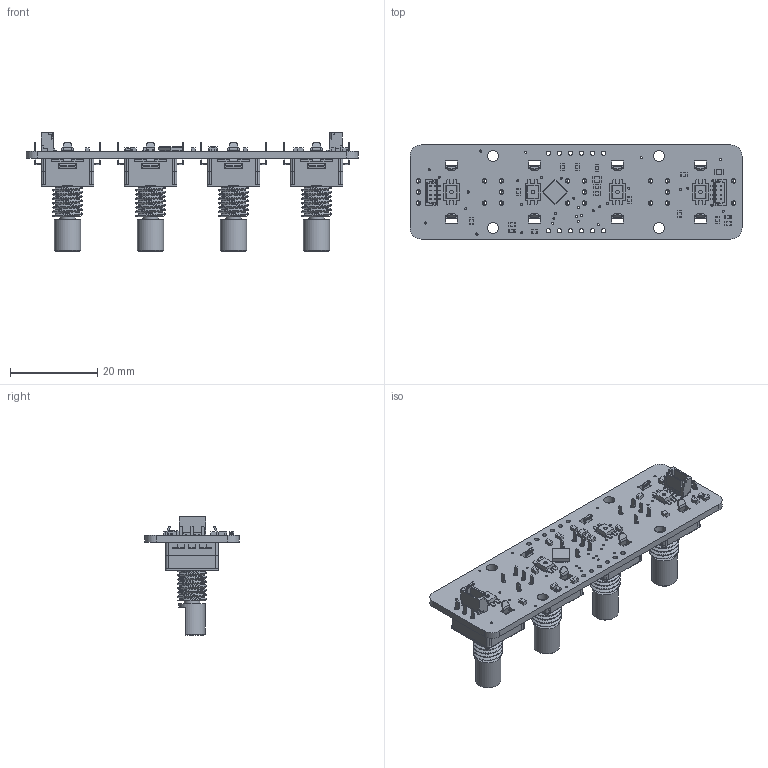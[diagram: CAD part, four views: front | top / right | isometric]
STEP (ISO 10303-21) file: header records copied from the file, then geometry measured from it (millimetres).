
FILE_DESCRIPTION(/* description */ (''),/* implementation_level */ '2;1');
FILE_NAME(/* name */ 'PCB Component.step',/* time_stamp */ '2023-06-30T15:50:41-04:00',/* author */ (''),/* organization */ (''),/* preprocessor_version */ 'ST-DEVELOPER v19.2',/* originating_system */ 'Autodesk Translation Framework v12.6.0.85',/* authorisation */ '');
FILE_SCHEMA (('AUTOMOTIVE_DESIGN { 1 0 10303 214 3 1 1 }'));
Length unit declared in the file: millimetre
Products named in the file (9): PCB Component; Board; WS2812B_SK6812E; 10K; 10uF; STEMMA_I2C_QTRA; RED; PEC11+SWITCH; ATTINY8X7-MU
Assembly tree (30 placements, depth 2):
  PCB Component
    Board
    WS2812B_SK6812E  x4
    10K  x14
    10uF  x2
    STEMMA_I2C_QTRA  x2
    RED  x2
    PEC11+SWITCH  x4
    ATTINY8X7-MU
Bounding box: 76.2 x 21.59 x 27.27 mm (x, y, z)
Volume: 7811.3 mm3; surface area: 10605.3 mm2
Topology: 98 solids, 98 shells, 2667 faces, 7251 edges, 4762 vertices
Faces by surface type: plane 2124, cylinder 491, bspline 48, cone 4
Full cylindrical faces by diameter (mm): 0.483 x35, 0.8 x4, 1 x32, 2.4 x4, 2.5 x4, 3.5 x4, 5.717 x28, 6 x4, 6.8 x24
Entity records: 38168 total; most frequent: CARTESIAN_POINT 8173, ORIENTED_EDGE 6048, DIRECTION 5680, EDGE_CURVE 3024, LINE 2526, VECTOR 2526, VERTEX_POINT 1990, AXIS2_PLACEMENT_3D 1577
